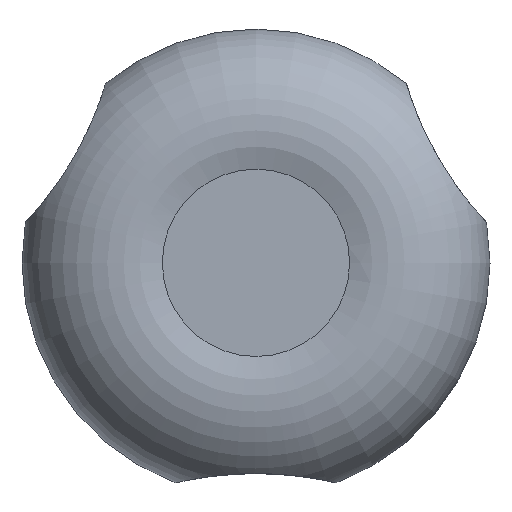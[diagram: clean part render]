
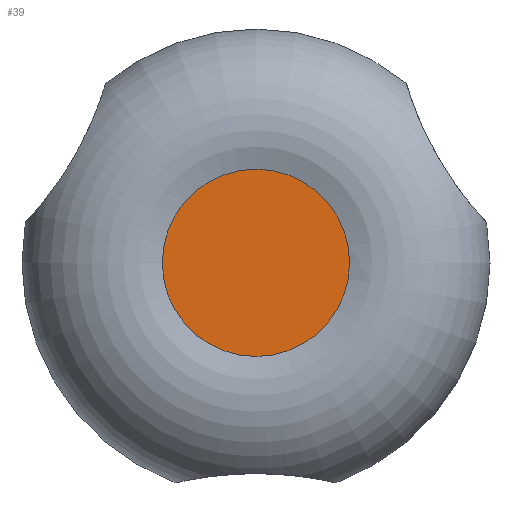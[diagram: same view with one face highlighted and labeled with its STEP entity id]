
A CAD part, top view. The second image highlights one B-rep face of the part: STEP entity #39.
In plain terms, the highlighted planar face has unit normal (0, 0, 1).
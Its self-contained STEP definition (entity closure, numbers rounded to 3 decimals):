
#39 = ADVANCED_FACE( '', ( #86 ), #87, .F. );
#86 = FACE_OUTER_BOUND( '', #152, .T. );
#87 = PLANE( '', #153 );
#152 = EDGE_LOOP( '', ( #212 ) );
#153 = AXIS2_PLACEMENT_3D( '', #213, #214, #215 );
#212 = ORIENTED_EDGE( '', *, *, #300, .T. );
#213 = CARTESIAN_POINT( '', ( 0., 0., 17.672 ) );
#214 = DIRECTION( '', ( 0., 0., -1. ) );
#215 = DIRECTION( '', ( -1., 0., 0. ) );
#300 = EDGE_CURVE( '', #329, #329, #330, .T. );
#329 = VERTEX_POINT( '', #372 );
#330 = CIRCLE( '', #373, 4. );
#372 = CARTESIAN_POINT( '', ( 4., 0., 17.672 ) );
#373 = AXIS2_PLACEMENT_3D( '', #589, #590, #591 );
#589 = CARTESIAN_POINT( '', ( 0., 0., 17.672 ) );
#590 = DIRECTION( '', ( 0., 0., 1. ) );
#591 = DIRECTION( '', ( 1., 0., 0. ) );
